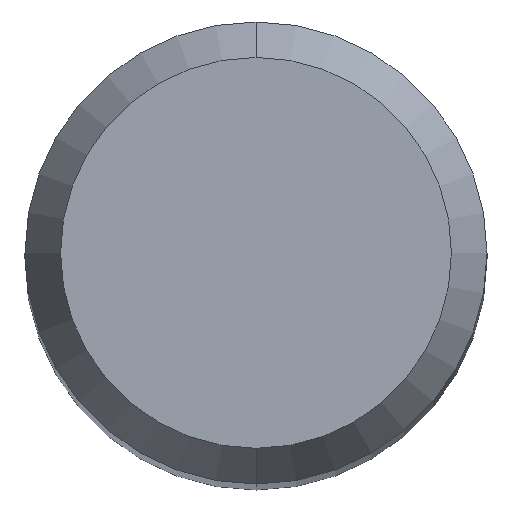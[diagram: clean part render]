
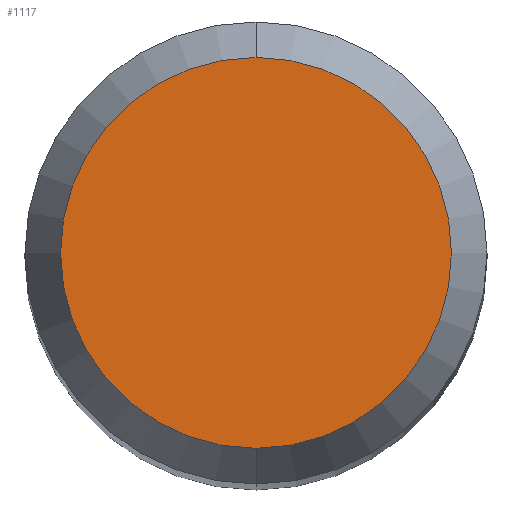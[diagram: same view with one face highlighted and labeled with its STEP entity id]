
A CAD part, top view. The second image highlights one B-rep face of the part: STEP entity #1117.
In plain terms, the highlighted planar face has unit normal (0, 0, 1).
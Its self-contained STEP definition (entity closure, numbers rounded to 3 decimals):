
#543=EDGE_CURVE('',#991,#791,#1473,.T.);
#751=EDGE_CURVE('',#791,#991,#1707,.T.);
#791=VERTEX_POINT('',#1752);
#991=VERTEX_POINT('',#1963);
#1117=ADVANCED_FACE('',(#2095),#2096,.T.);
#1473=CIRCLE('',#3597,2.538);
#1707=CIRCLE('',#4734,2.538);
#1752=CARTESIAN_POINT('',(0.,-2.538,0.0));
#1963=CARTESIAN_POINT('',(0.0,2.538,0.0));
#2095=FACE_OUTER_BOUND('',#8359,.T.);
#2096=PLANE('',#8360);
#3597=AXIS2_PLACEMENT_3D('',#10427,#10428,#10429);
#4734=AXIS2_PLACEMENT_3D('',#10771,#10772,#10773);
#8359=EDGE_LOOP('',(#11128,#11129));
#8360=AXIS2_PLACEMENT_3D('',#11130,#11131,#11132);
#10427=CARTESIAN_POINT('',(0.0,0.0,0.0));
#10428=DIRECTION('',(0.0,0.0,-1.0));
#10429=DIRECTION('',(0.0,1.0,0.0));
#10771=CARTESIAN_POINT('',(0.0,0.0,0.0));
#10772=DIRECTION('',(0.0,0.0,-1.0));
#10773=DIRECTION('',(0.0,1.0,0.0));
#11128=ORIENTED_EDGE('',*,*,#543,.F.);
#11129=ORIENTED_EDGE('',*,*,#751,.F.);
#11130=CARTESIAN_POINT('',(0.0,1.269,0.0));
#11131=DIRECTION('',(-0.0,0.0,1.0));
#11132=DIRECTION('',(0.0,-1.0,0.0));
